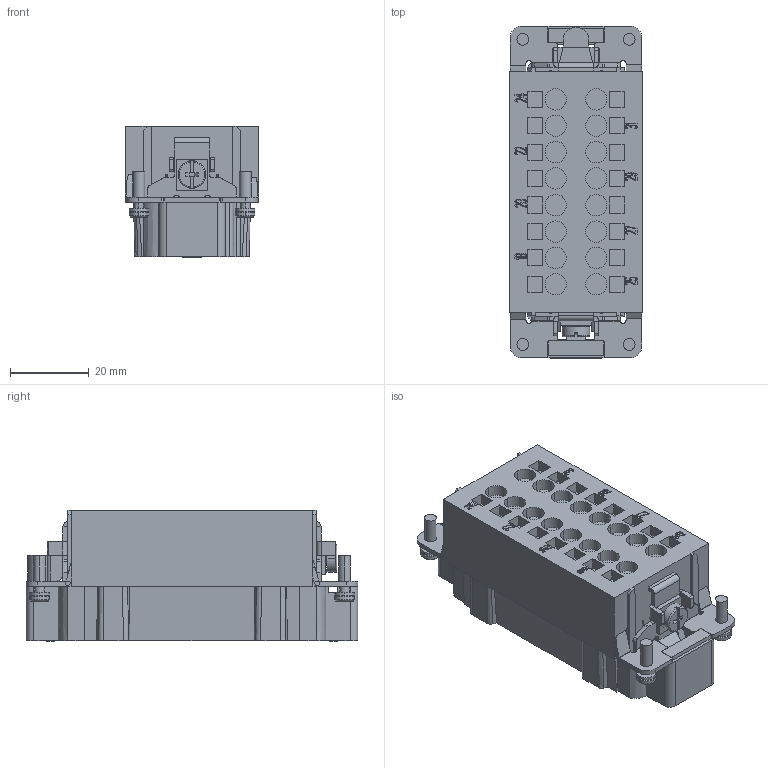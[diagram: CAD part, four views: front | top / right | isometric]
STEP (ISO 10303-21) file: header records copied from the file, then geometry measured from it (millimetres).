
FILE_DESCRIPTION((''),'2;1');
FILE_NAME('HE-016-MS17-32','2017-08-04T',('tl.yang'),(''),'PRO/ENGINEER BY PARAMETRIC TECHNOLOGY CORPORATION, 2011500','PRO/ENGINEER BY PARAMETRIC TECHNOLOGY CORPORATION, 2011500','');
FILE_SCHEMA(('CONFIG_CONTROL_DESIGN'));
Products named in the file (1): HE-016-MS17-32
Bounding box: 33.9 x 84.3 x 33.29 mm (x, y, z)
Volume: 48468.6 mm3; surface area: 22083.9 mm2
Topology: 1 solids, 19 shells, 2263 faces, 6078 edges, 3966 vertices
Faces by surface type: plane 1657, cylinder 288, bspline 164, cone 152, torus 2
Entity records: 74578 total; most frequent: CARTESIAN_POINT 18187, ORIENTED_EDGE 12156, DIRECTION 10901, EDGE_CURVE 6078, VECTOR 4743, LINE 4743, VERTEX_POINT 3966, AXIS2_PLACEMENT_3D 3079
